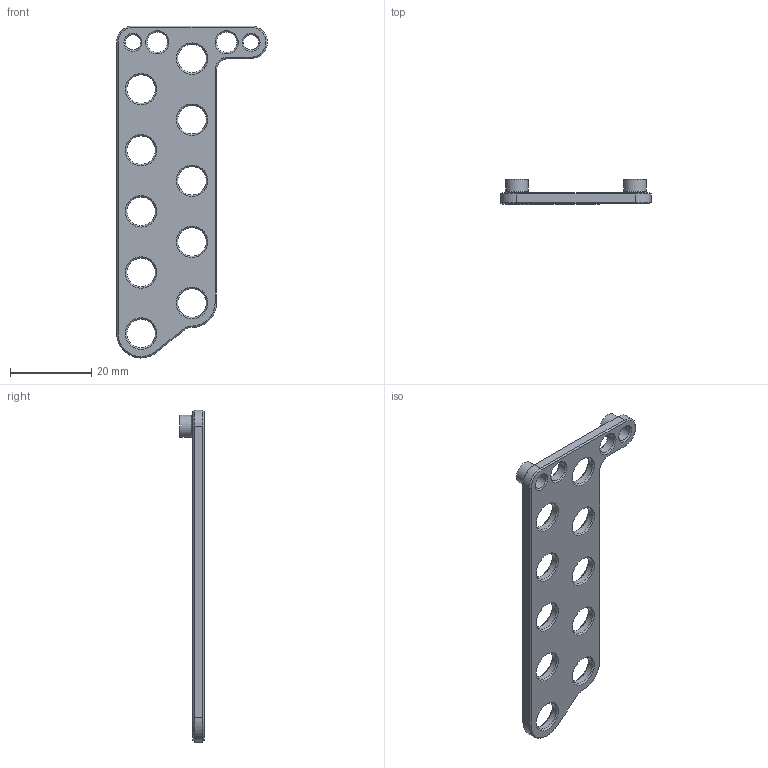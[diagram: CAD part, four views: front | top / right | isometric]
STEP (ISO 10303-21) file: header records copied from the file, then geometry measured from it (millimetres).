
FILE_DESCRIPTION(/* description */ (''),/* implementation_level */ '2;1');
FILE_NAME(/* name */ 'uRings_SE_Assembly_Spacer.step',/* time_stamp */ '2021-10-08T19:49:17-04:00',/* author */ (''),/* organization */ (''),/* preprocessor_version */ 'ST-DEVELOPER v18.1',/* originating_system */ 'Autodesk Translation Framework v10.9.0.1377',/* authorisation */ '');
FILE_SCHEMA (('AUTOMOTIVE_DESIGN { 1 0 10303 214 3 1 1 }'));
Length unit declared in the file: millimetre
Products named in the file (1): uRings SE Assembly Spacer
Bounding box: 37 x 6 x 81.5 mm (x, y, z)
Volume: 4143.9 mm3; surface area: 4481.2 mm2
Topology: 1 solids, 1 shells, 103 faces, 229 edges, 140 vertices
Faces by surface type: cone 42, cylinder 32, plane 29
Full cylindrical faces by diameter (mm): 3.75 x2, 5 x2, 5.5 x2, 7 x10, 8.5 x10
Entity records: 2948 total; most frequent: DIRECTION 557, CARTESIAN_POINT 473, ORIENTED_EDGE 458, EDGE_CURVE 229, AXIS2_PLACEMENT_3D 224, EDGE_LOOP 143, VERTEX_POINT 140, CIRCLE 120
